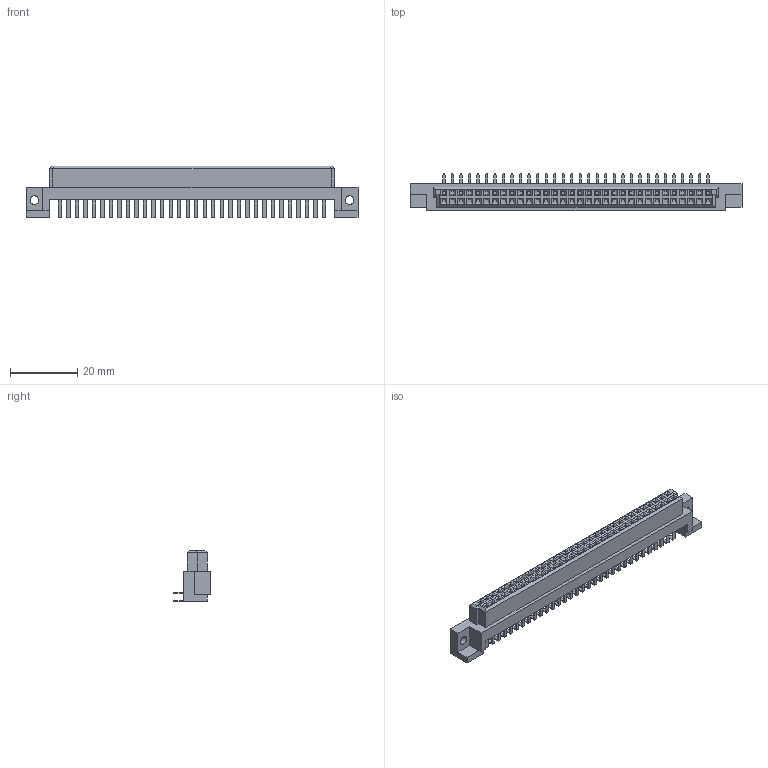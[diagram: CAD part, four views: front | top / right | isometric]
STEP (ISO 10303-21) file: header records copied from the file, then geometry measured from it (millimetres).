
FILE_DESCRIPTION(('Creo Elements/Direct Modeling STEP Export'),'2;1');
FILE_NAME('PCN13-64S-2.54DS.stp','2019-02-20T15:53:00',(''),(''),'Creo Elements/Direct Modeling STEP processor for AP214 (Solid Model)','Creo Elements/Direct Modeling 19.0F 14-Feb-2017 (C) Parametric Technology GmbH','');
FILE_SCHEMA(('AUTOMOTIVE_DESIGN { 1 0 10303 214 1 1 1 1 }'));
Length unit declared in the file: millimetre
Products named in the file (2): PCN13-64S-2.54DS
Assembly tree (1 placements, depth 2):
  PCN13-64S-2.54DS
    PCN13-64S-2.54DS
Bounding box: 98.98 x 11.2 x 15.35 mm (x, y, z)
Volume: 6038.5 mm3; surface area: 6977.4 mm2
Topology: 1 solids, 1 shells, 1449 faces, 3688 edges, 2370 vertices
Faces by surface type: plane 1445, cylinder 4
Entity records: 42230 total; most frequent: CARTESIAN_POINT 7460, ORIENTED_EDGE 7376, DIRECTION 6500, EDGE_CURVE 3688, VECTOR 3680, LINE 3680, VERTEX_POINT 2370, EDGE_LOOP 1582
